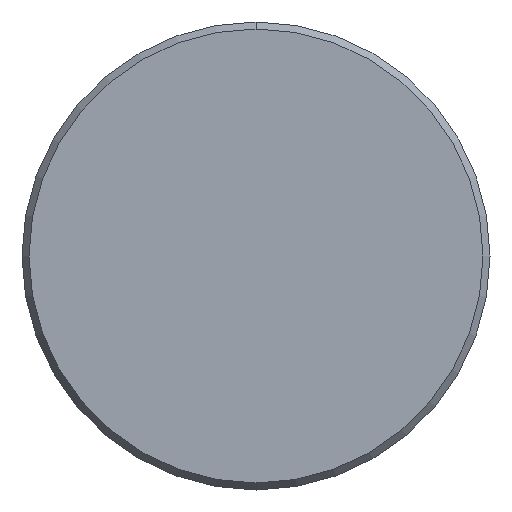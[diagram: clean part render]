
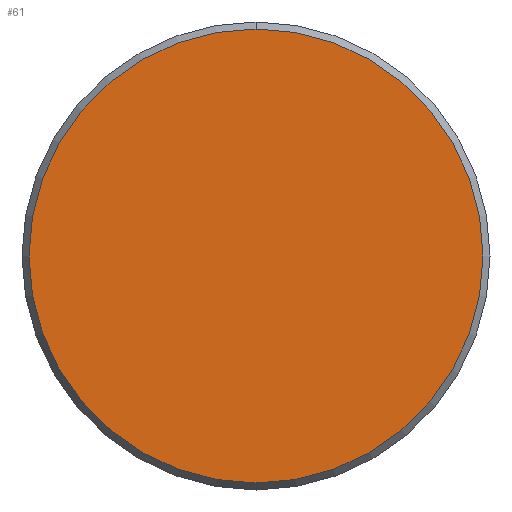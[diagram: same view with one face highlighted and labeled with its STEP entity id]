
A CAD part, front view. The second image highlights one B-rep face of the part: STEP entity #61.
In plain terms, the highlighted planar face has unit normal (0, -1, 0).
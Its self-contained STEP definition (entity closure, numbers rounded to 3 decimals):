
#1 = AXIS2_PLACEMENT_3D ( 'NONE', #95, #468, #103 ) ;
#17 = CARTESIAN_POINT ( 'NONE',  ( 0., -0.15, 0.97 ) ) ;
#22 = VERTEX_POINT ( 'NONE', #17 ) ;
#31 = FACE_OUTER_BOUND ( 'NONE', #298, .T. ) ;
#32 = ORIENTED_EDGE ( 'NONE', *, *, #142, .T. ) ;
#61 = ADVANCED_FACE ( 'NONE', ( #31 ), #348, .F. ) ;
#95 = CARTESIAN_POINT ( 'NONE',  ( 0., -0.15, 0. ) ) ;
#103 = DIRECTION ( 'NONE',  ( 0., 0., -1. ) ) ;
#115 = EDGE_CURVE ( 'NONE', #384, #22, #215, .T. ) ;
#132 = DIRECTION ( 'NONE',  ( 0., -1., 0. ) ) ;
#142 = EDGE_CURVE ( 'NONE', #22, #384, #294, .T. ) ;
#212 = CARTESIAN_POINT ( 'NONE',  ( 0., -0.15, -0.97 ) ) ;
#215 = CIRCLE ( 'NONE', #241, 0.97 ) ;
#224 = DIRECTION ( 'NONE',  ( 0., 0., 1. ) ) ;
#241 = AXIS2_PLACEMENT_3D ( 'NONE', #462, #132, #355 ) ;
#243 = AXIS2_PLACEMENT_3D ( 'NONE', #460, #342, #224 ) ;
#294 = CIRCLE ( 'NONE', #1, 0.97 ) ;
#298 = EDGE_LOOP ( 'NONE', ( #32, #343 ) ) ;
#342 = DIRECTION ( 'NONE',  ( 0., 1., 0. ) ) ;
#343 = ORIENTED_EDGE ( 'NONE', *, *, #115, .T. ) ;
#348 = PLANE ( 'NONE',  #243 ) ;
#355 = DIRECTION ( 'NONE',  ( 0., 0., -1. ) ) ;
#384 = VERTEX_POINT ( 'NONE', #212 ) ;
#460 = CARTESIAN_POINT ( 'NONE',  ( 0., -0.15, 0.97 ) ) ;
#462 = CARTESIAN_POINT ( 'NONE',  ( 0., -0.15, 0. ) ) ;
#468 = DIRECTION ( 'NONE',  ( 0., -1., 0. ) ) ;
